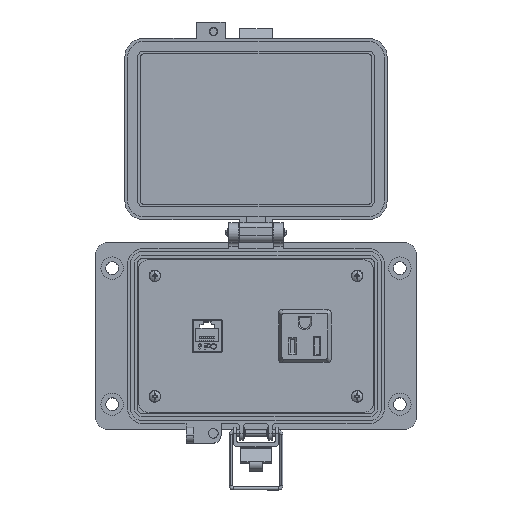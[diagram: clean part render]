
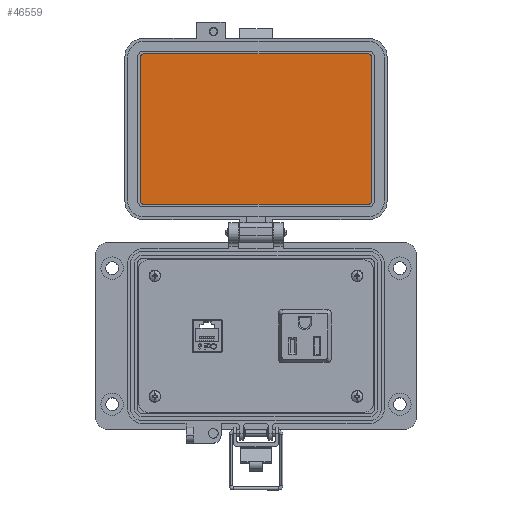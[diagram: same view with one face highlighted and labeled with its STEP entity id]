
A CAD part, top view. The second image highlights one B-rep face of the part: STEP entity #46559.
In plain terms, the highlighted planar face has unit normal (0, 0, 1).
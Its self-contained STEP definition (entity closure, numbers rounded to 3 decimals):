
#233 = FACE_OUTER_BOUND ( 'NONE', #16554, .T. ) ;
#1194 = DIRECTION ( 'NONE',  ( -1., 0., 0. ) ) ;
#3468 = VERTEX_POINT ( 'NONE', #36441 ) ;
#4761 = ORIENTED_EDGE ( 'NONE', *, *, #20230, .F. ) ;
#4959 = DIRECTION ( 'NONE',  ( 0., 0., -1. ) ) ;
#5790 = AXIS2_PLACEMENT_3D ( 'NONE', #43425, #25285, #16970 ) ;
#6316 = VERTEX_POINT ( 'NONE', #14339 ) ;
#7383 = PLANE ( 'NONE',  #34702 ) ;
#7493 = ORIENTED_EDGE ( 'NONE', *, *, #45527, .F. ) ;
#7842 = VERTEX_POINT ( 'NONE', #24336 ) ;
#7974 = VERTEX_POINT ( 'NONE', #27761 ) ;
#9093 = LINE ( 'NONE', #16184, #29735 ) ;
#9706 = CIRCLE ( 'NONE', #5790, 1.785 ) ;
#9914 = EDGE_CURVE ( 'NONE', #7974, #3468, #24481, .T. ) ;
#10687 = CARTESIAN_POINT ( 'NONE',  ( 59.502, 143.334, 8.694 ) ) ;
#10825 = CARTESIAN_POINT ( 'NONE',  ( 59.502, 69.55, 8.694 ) ) ;
#14266 = VECTOR ( 'NONE', #37050, 1000. ) ;
#14339 = CARTESIAN_POINT ( 'NONE',  ( 59.502, 69.55, 8.694 ) ) ;
#14984 = DIRECTION ( 'NONE',  ( 0., -1., 0. ) ) ;
#15214 = DIRECTION ( 'NONE',  ( 0., 0., 1. ) ) ;
#16079 = CARTESIAN_POINT ( 'NONE',  ( 57.717, 69.55, 8.694 ) ) ;
#16184 = CARTESIAN_POINT ( 'NONE',  ( 57.717, 145.119, 8.694 ) ) ;
#16554 = EDGE_LOOP ( 'NONE', ( #25620, #24218, #4761, #30574, #48482, #7493, #21256, #33365 ) ) ;
#16970 = DIRECTION ( 'NONE',  ( 0., -1., 0. ) ) ;
#17482 = CARTESIAN_POINT ( 'NONE',  ( 57.717, 145.119, 8.694 ) ) ;
#17591 = LINE ( 'NONE', #39883, #25994 ) ;
#17997 = CIRCLE ( 'NONE', #27393, 1.785 ) ;
#18261 = EDGE_CURVE ( 'NONE', #23174, #7842, #17591, .T. ) ;
#18649 = VERTEX_POINT ( 'NONE', #10687 ) ;
#20230 = EDGE_CURVE ( 'NONE', #3468, #23174, #9706, .T. ) ;
#21256 = ORIENTED_EDGE ( 'NONE', *, *, #46283, .F. ) ;
#22036 = CARTESIAN_POINT ( 'NONE',  ( -57.72, 145.119, 8.694 ) ) ;
#22131 = AXIS2_PLACEMENT_3D ( 'NONE', #42919, #4959, #23834 ) ;
#22560 = CARTESIAN_POINT ( 'NONE',  ( -30.745, 145.119, 8.694 ) ) ;
#23174 = VERTEX_POINT ( 'NONE', #37288 ) ;
#23834 = DIRECTION ( 'NONE',  ( 0., -1., 0. ) ) ;
#24018 = DIRECTION ( 'NONE',  ( 1., 0., 0. ) ) ;
#24218 = ORIENTED_EDGE ( 'NONE', *, *, #18261, .F. ) ;
#24336 = CARTESIAN_POINT ( 'NONE',  ( -59.505, 143.334, 8.694 ) ) ;
#24481 = LINE ( 'NONE', #31122, #27920 ) ;
#24879 = CIRCLE ( 'NONE', #38195, 1.785 ) ;
#25285 = DIRECTION ( 'NONE',  ( 0., 0., -1. ) ) ;
#25620 = ORIENTED_EDGE ( 'NONE', *, *, #48456, .F. ) ;
#25994 = VECTOR ( 'NONE', #44048, 1000. ) ;
#27330 = DIRECTION ( 'NONE',  ( 0., 0., -1. ) ) ;
#27393 = AXIS2_PLACEMENT_3D ( 'NONE', #16079, #27330, #38870 ) ;
#27761 = CARTESIAN_POINT ( 'NONE',  ( 57.717, 67.765, 8.694 ) ) ;
#27920 = VECTOR ( 'NONE', #1194, 1000. ) ;
#29735 = VECTOR ( 'NONE', #24018, 1000. ) ;
#30159 = CARTESIAN_POINT ( 'NONE',  ( -57.72, 143.334, 8.694 ) ) ;
#30560 = VERTEX_POINT ( 'NONE', #17482 ) ;
#30574 = ORIENTED_EDGE ( 'NONE', *, *, #9914, .F. ) ;
#31122 = CARTESIAN_POINT ( 'NONE',  ( -57.72, 67.765, 8.694 ) ) ;
#33365 = ORIENTED_EDGE ( 'NONE', *, *, #47735, .F. ) ;
#34279 = VERTEX_POINT ( 'NONE', #22036 ) ;
#34702 = AXIS2_PLACEMENT_3D ( 'NONE', #22560, #15214, #14984 ) ;
#36441 = CARTESIAN_POINT ( 'NONE',  ( -57.72, 67.765, 8.694 ) ) ;
#37050 = DIRECTION ( 'NONE',  ( 0., -1., 0. ) ) ;
#37288 = CARTESIAN_POINT ( 'NONE',  ( -59.505, 69.55, 8.694 ) ) ;
#38195 = AXIS2_PLACEMENT_3D ( 'NONE', #30159, #42552, #38884 ) ;
#38870 = DIRECTION ( 'NONE',  ( 0., -1., 0. ) ) ;
#38884 = DIRECTION ( 'NONE',  ( 0., -1., 0. ) ) ;
#39883 = CARTESIAN_POINT ( 'NONE',  ( -59.505, 143.334, 8.694 ) ) ;
#40344 = EDGE_CURVE ( 'NONE', #6316, #7974, #17997, .T. ) ;
#40939 = LINE ( 'NONE', #10825, #14266 ) ;
#42552 = DIRECTION ( 'NONE',  ( 0., 0., -1. ) ) ;
#42919 = CARTESIAN_POINT ( 'NONE',  ( 57.717, 143.334, 8.694 ) ) ;
#43425 = CARTESIAN_POINT ( 'NONE',  ( -57.72, 69.55, 8.694 ) ) ;
#44048 = DIRECTION ( 'NONE',  ( 0., 1., 0. ) ) ;
#44816 = CIRCLE ( 'NONE', #22131, 1.785 ) ;
#45527 = EDGE_CURVE ( 'NONE', #18649, #6316, #40939, .T. ) ;
#46283 = EDGE_CURVE ( 'NONE', #30560, #18649, #44816, .T. ) ;
#46559 = ADVANCED_FACE ( 'NONE', ( #233 ), #7383, .T. ) ;
#47735 = EDGE_CURVE ( 'NONE', #34279, #30560, #9093, .T. ) ;
#48456 = EDGE_CURVE ( 'NONE', #7842, #34279, #24879, .T. ) ;
#48482 = ORIENTED_EDGE ( 'NONE', *, *, #40344, .F. ) ;
